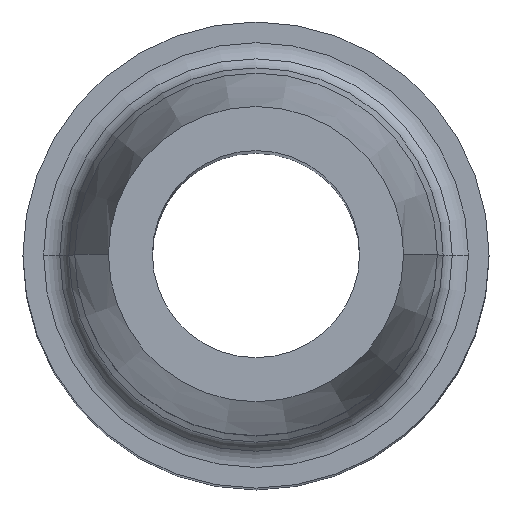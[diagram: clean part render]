
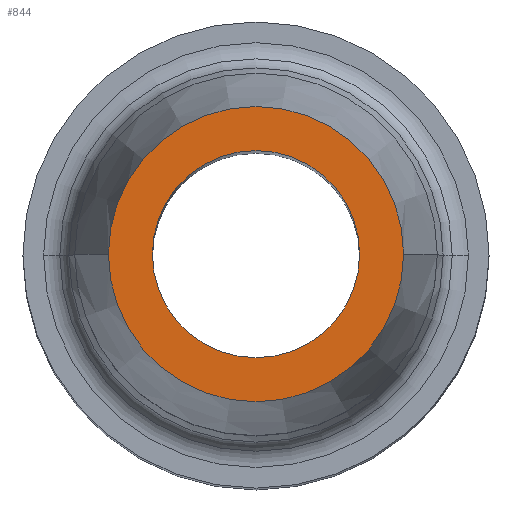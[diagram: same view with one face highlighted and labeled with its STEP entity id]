
A CAD part, top view. The second image highlights one B-rep face of the part: STEP entity #844.
In plain terms, the highlighted planar face has unit normal (0, 0, 1).
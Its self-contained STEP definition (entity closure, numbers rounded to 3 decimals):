
#18=CARTESIAN_POINT('',(0.,0.,39.05));
#19=DIRECTION('',(0.,0.,-1.));
#20=DIRECTION('',(-1.,0.,0.));
#21=AXIS2_PLACEMENT_3D('',#18,#19,#20);
#27=CARTESIAN_POINT('',(0.,0.,39.05));
#28=DIRECTION('',(0.,0.,-1.));
#29=DIRECTION('',(1.,0.,0.));
#30=AXIS2_PLACEMENT_3D('',#27,#28,#29);
#35=CARTESIAN_POINT('',(0.,0.,39.05));
#36=DIRECTION('',(0.,0.,1.));
#37=DIRECTION('',(-1.,0.,0.));
#38=AXIS2_PLACEMENT_3D('',#35,#36,#37);
#43=CARTESIAN_POINT('',(0.,0.,39.05));
#44=DIRECTION('',(0.,0.,1.));
#45=DIRECTION('',(1.,0.,0.));
#46=AXIS2_PLACEMENT_3D('',#43,#44,#45);
#751=CARTESIAN_POINT('',(-2.85,0.,39.05));
#753=VERTEX_POINT('',#751);
#755=CARTESIAN_POINT('',(2.85,0.,39.05));
#757=VERTEX_POINT('',#755);
#759=CARTESIAN_POINT('',(-2.,0.,39.05));
#761=VERTEX_POINT('',#759);
#763=CARTESIAN_POINT('',(2.,0.,39.05));
#765=VERTEX_POINT('',#763);
#827=CARTESIAN_POINT('',(0.,2.85,39.05));
#828=DIRECTION('',(0.,0.,1.));
#829=DIRECTION('',(1.,0.,0.));
#830=AXIS2_PLACEMENT_3D('',#827,#828,#829);
#831=PLANE('',#830);
#833=ORIENTED_EDGE('',*,*,#832,.F.);
#835=ORIENTED_EDGE('',*,*,#834,.F.);
#836=EDGE_LOOP('',(#833,#835));
#837=FACE_OUTER_BOUND('',#836,.F.);
#839=ORIENTED_EDGE('',*,*,#838,.F.);
#841=ORIENTED_EDGE('',*,*,#840,.F.);
#842=EDGE_LOOP('',(#839,#841));
#843=FACE_BOUND('',#842,.F.);
#844=ADVANCED_FACE('',(#837,#843),#831,.T.);
#22=CIRCLE('',#21,2.);
#31=CIRCLE('',#30,2.);
#39=CIRCLE('',#38,2.85);
#47=CIRCLE('',#46,2.85);
#832=EDGE_CURVE('',#753,#757,#39,.T.);
#834=EDGE_CURVE('',#757,#753,#47,.T.);
#838=EDGE_CURVE('',#761,#765,#22,.T.);
#840=EDGE_CURVE('',#765,#761,#31,.T.);
